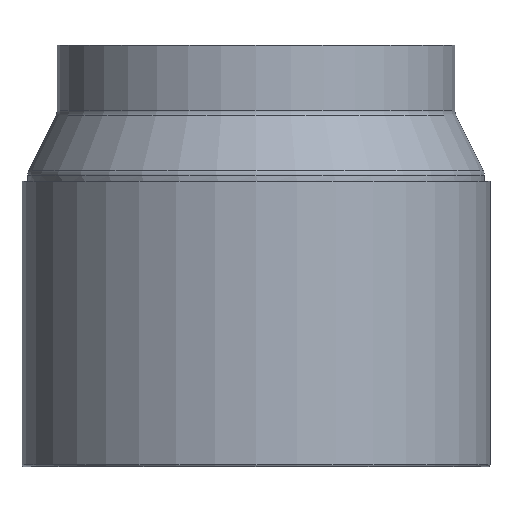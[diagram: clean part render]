
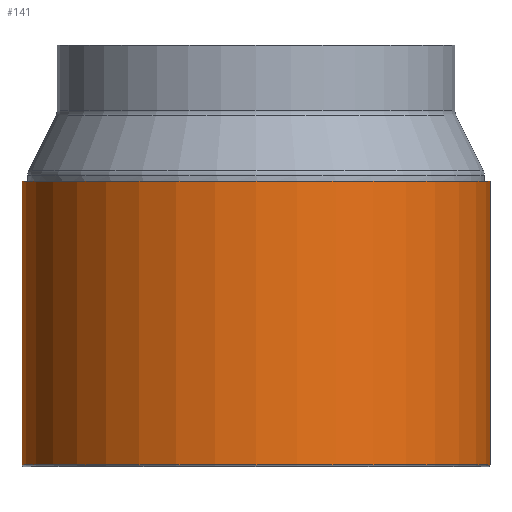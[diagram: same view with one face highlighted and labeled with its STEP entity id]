
A CAD part, front view. The second image highlights one B-rep face of the part: STEP entity #141.
In plain terms, the highlighted cylindrical face has radius 50 mm (diameter 100 mm), a full revolution.
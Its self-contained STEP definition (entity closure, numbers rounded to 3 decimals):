
#141=ADVANCED_FACE('',(#172,#173),#168,.T.);
#168=CYLINDRICAL_SURFACE('',#407,50.);
#172=FACE_BOUND('',#222,.T.);
#173=FACE_BOUND('',#223,.T.);
#222=EDGE_LOOP('',(#274));
#223=EDGE_LOOP('',(#275));
#274=ORIENTED_EDGE('',*,*,#352,.T.);
#275=ORIENTED_EDGE('',*,*,#353,.F.);
#326=VERTEX_POINT('',#568);
#327=VERTEX_POINT('',#570);
#352=EDGE_CURVE('',#326,#326,#378,.T.);
#353=EDGE_CURVE('',#327,#327,#379,.T.);
#378=CIRCLE('',#405,50.);
#379=CIRCLE('',#406,50.);
#405=AXIS2_PLACEMENT_3D('',#567,#460,#461);
#406=AXIS2_PLACEMENT_3D('',#569,#462,#463);
#407=AXIS2_PLACEMENT_3D('',#571,#464,#465);
#460=DIRECTION('',(0.,0.,1.));
#461=DIRECTION('',(1.,0.,0.));
#462=DIRECTION('',(0.,0.,1.));
#463=DIRECTION('',(1.,0.,0.));
#464=DIRECTION('',(0.,0.,1.));
#465=DIRECTION('',(1.,0.,0.));
#567=CARTESIAN_POINT('',(0.,0.,-89.6));
#568=CARTESIAN_POINT('',(50.,0.,-89.6));
#569=CARTESIAN_POINT('',(0.,0.,-29.));
#570=CARTESIAN_POINT('',(50.,0.,-29.));
#571=CARTESIAN_POINT('',(0.,0.,35.706));
